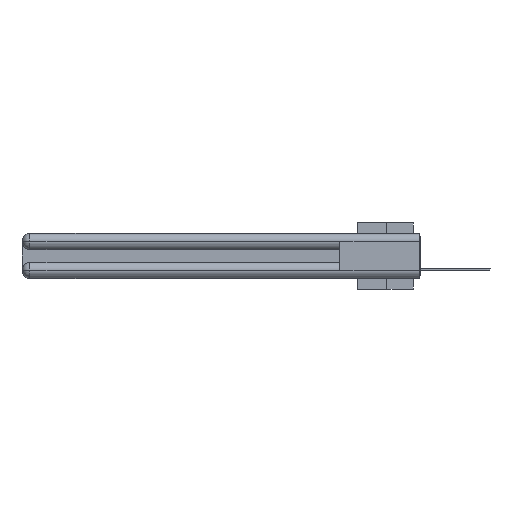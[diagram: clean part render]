
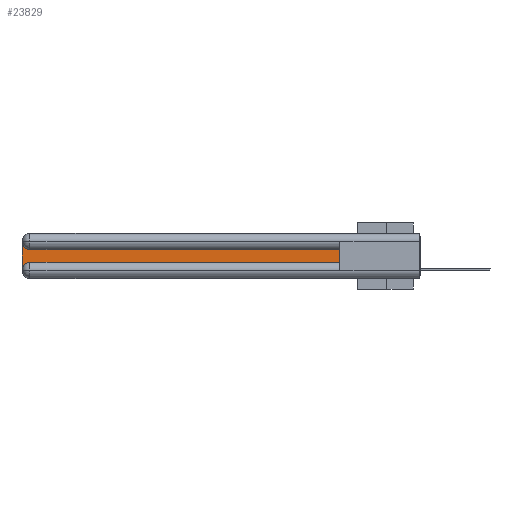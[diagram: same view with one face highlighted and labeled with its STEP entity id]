
A CAD part, left-side view. The second image highlights one B-rep face of the part: STEP entity #23829.
In plain terms, the highlighted planar face has unit normal (-1, 0, 0).
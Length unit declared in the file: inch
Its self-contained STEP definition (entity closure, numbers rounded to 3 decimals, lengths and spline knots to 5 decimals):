
#311 = CARTESIAN_POINT ( 'NONE',  ( 0.075, 0.6, -0.2175 ) ) ;
#497 = CARTESIAN_POINT ( 'NONE',  ( 0.075, 2.94, -0.1225 ) ) ;
#525 = CIRCLE ( 'NONE', #22776, 0.06 ) ;
#629 = DIRECTION ( 'NONE',  ( 1., 0., 0. ) ) ;
#772 = CARTESIAN_POINT ( 'NONE',  ( 0.075, 3., -0.0625 ) ) ;
#1879 = AXIS2_PLACEMENT_3D ( 'NONE', #19720, #629, #3818 ) ;
#2084 = CARTESIAN_POINT ( 'NONE',  ( 0.075, 2.94, -0.2175 ) ) ;
#2343 = EDGE_CURVE ( 'NONE', #25701, #22925, #20293, .T. ) ;
#2390 = CARTESIAN_POINT ( 'NONE',  ( 0.075, 3., -0.2775 ) ) ;
#2671 = VECTOR ( 'NONE', #15062, 39.37008 ) ;
#3818 = DIRECTION ( 'NONE',  ( 0., 0., -1. ) ) ;
#4436 = AXIS2_PLACEMENT_3D ( 'NONE', #38847, #27327, #39244 ) ;
#9915 = VERTEX_POINT ( 'NONE', #497 ) ;
#11472 = ORIENTED_EDGE ( 'NONE', *, *, #22477, .T. ) ;
#12235 = EDGE_CURVE ( 'NONE', #27867, #27936, #37932, .T. ) ;
#14584 = PLANE ( 'NONE',  #4436 ) ;
#14978 = CARTESIAN_POINT ( 'NONE',  ( 0.075, 0.6, -0.2175 ) ) ;
#15062 = DIRECTION ( 'NONE',  ( 0., 1., 0. ) ) ;
#15097 = VECTOR ( 'NONE', #39243, 39.37008 ) ;
#15693 = ORIENTED_EDGE ( 'NONE', *, *, #27836, .T. ) ;
#17950 = LINE ( 'NONE', #14978, #15097 ) ;
#18428 = EDGE_CURVE ( 'NONE', #29413, #27867, #17950, .T. ) ;
#19436 = CARTESIAN_POINT ( 'NONE',  ( 0.075, 0.6, -0.2175 ) ) ;
#19720 = CARTESIAN_POINT ( 'NONE',  ( 0.075, 2.94, -0.2775 ) ) ;
#20293 = LINE ( 'NONE', #34823, #34135 ) ;
#20548 = DIRECTION ( 'NONE',  ( 1., 0., 0. ) ) ;
#20743 = DIRECTION ( 'NONE',  ( 0., 0., -1. ) ) ;
#20938 = CARTESIAN_POINT ( 'NONE',  ( 0.075, 2.94, -0.0625 ) ) ;
#21184 = ORIENTED_EDGE ( 'NONE', *, *, #12235, .T. ) ;
#21414 = CARTESIAN_POINT ( 'NONE',  ( 0.075, 0.6, -0.1225 ) ) ;
#22477 = EDGE_CURVE ( 'NONE', #9915, #25701, #525, .T. ) ;
#22776 = AXIS2_PLACEMENT_3D ( 'NONE', #20938, #20548, #20743 ) ;
#22925 = VERTEX_POINT ( 'NONE', #2390 ) ;
#23829 = ADVANCED_FACE ( 'NONE', ( #29711 ), #14584, .F. ) ;
#24050 = EDGE_CURVE ( 'NONE', #22925, #29413, #27339, .T. ) ;
#24212 = CARTESIAN_POINT ( 'NONE',  ( 0.075, 0.6, -0.1225 ) ) ;
#24446 = ORIENTED_EDGE ( 'NONE', *, *, #18428, .T. ) ;
#25701 = VERTEX_POINT ( 'NONE', #772 ) ;
#27327 = DIRECTION ( 'NONE',  ( 1., 0., 0. ) ) ;
#27339 = CIRCLE ( 'NONE', #1879, 0.06 ) ;
#27836 = EDGE_CURVE ( 'NONE', #27936, #9915, #33371, .T. ) ;
#27867 = VERTEX_POINT ( 'NONE', #311 ) ;
#27936 = VERTEX_POINT ( 'NONE', #24212 ) ;
#28164 = VECTOR ( 'NONE', #37740, 39.37008 ) ;
#29071 = DIRECTION ( 'NONE',  ( 0., 0., -1. ) ) ;
#29350 = ORIENTED_EDGE ( 'NONE', *, *, #2343, .T. ) ;
#29413 = VERTEX_POINT ( 'NONE', #2084 ) ;
#29711 = FACE_OUTER_BOUND ( 'NONE', #31828, .T. ) ;
#31828 = EDGE_LOOP ( 'NONE', ( #15693, #11472, #29350, #32477, #24446, #21184 ) ) ;
#32477 = ORIENTED_EDGE ( 'NONE', *, *, #24050, .T. ) ;
#33371 = LINE ( 'NONE', #21414, #2671 ) ;
#34135 = VECTOR ( 'NONE', #29071, 39.37008 ) ;
#34823 = CARTESIAN_POINT ( 'NONE',  ( 0.075, 3., -0.2175 ) ) ;
#37740 = DIRECTION ( 'NONE',  ( 0., 0., 1. ) ) ;
#37932 = LINE ( 'NONE', #19436, #28164 ) ;
#38847 = CARTESIAN_POINT ( 'NONE',  ( 0.075, 3., -0.1225 ) ) ;
#39243 = DIRECTION ( 'NONE',  ( 0., -1., 0. ) ) ;
#39244 = DIRECTION ( 'NONE',  ( 0., 0., -1. ) ) ;
